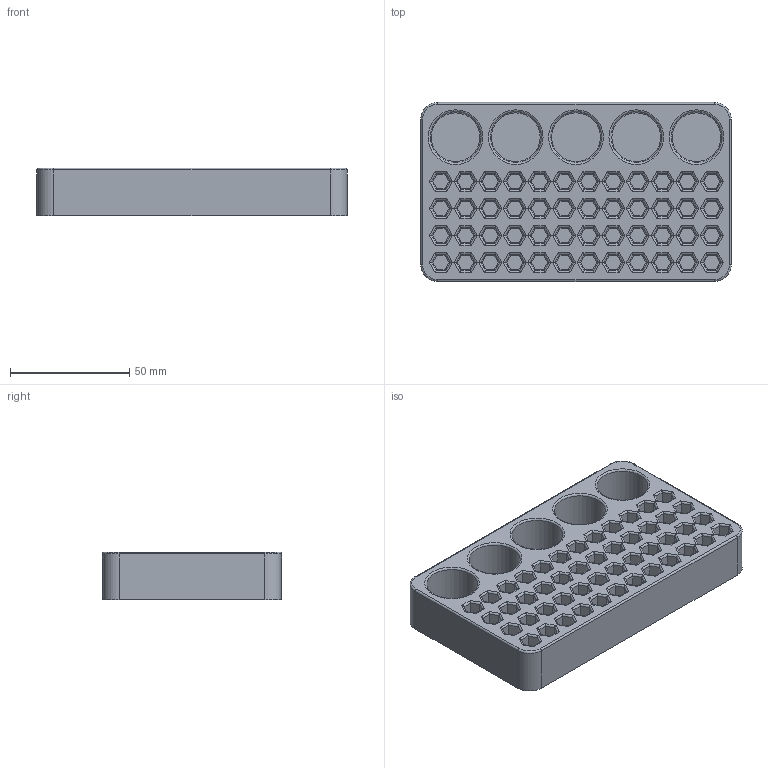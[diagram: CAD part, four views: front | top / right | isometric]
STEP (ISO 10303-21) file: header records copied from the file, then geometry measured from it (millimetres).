
FILE_DESCRIPTION(('FreeCAD Model'),'2;1');
FILE_NAME('Open CASCADE Shape Model','2024-09-13T20:27:06',(''),(''), 'Open CASCADE STEP processor 7.7','FreeCAD','Unknown');
FILE_SCHEMA(('AUTOMOTIVE_DESIGN { 1 0 10303 214 1 1 1 1 }'));
Length unit declared in the file: millimetre
Products named in the file (1): Body
Bounding box: 130 x 75 x 20 mm (x, y, z)
Volume: 125714.4 mm3; surface area: 53243.5 mm2
Topology: 1 solids, 1 shells, 950 faces, 2091 edges, 1196 vertices
Faces by surface type: cylinder 589, plane 347, torus 14
Full cylindrical faces by diameter (mm): 21.4 x5
Entity records: 25391 total; most frequent: DIRECTION 4619, CARTESIAN_POINT 4238, ORIENTED_EDGE 4182, EDGE_CURVE 2091, AXIS2_PLACEMENT_3D 1577, LINE 1465, VECTOR 1465, VERTEX_POINT 1196
